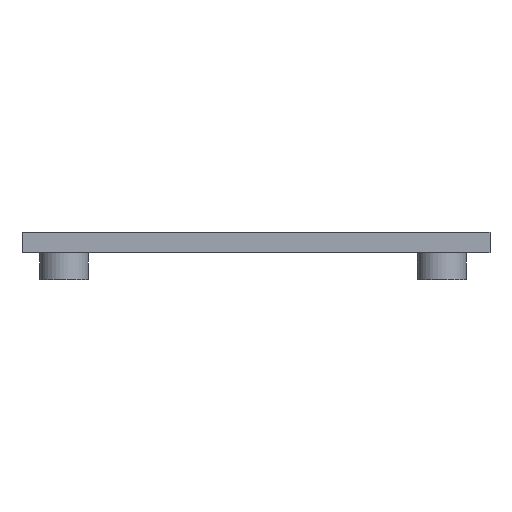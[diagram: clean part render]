
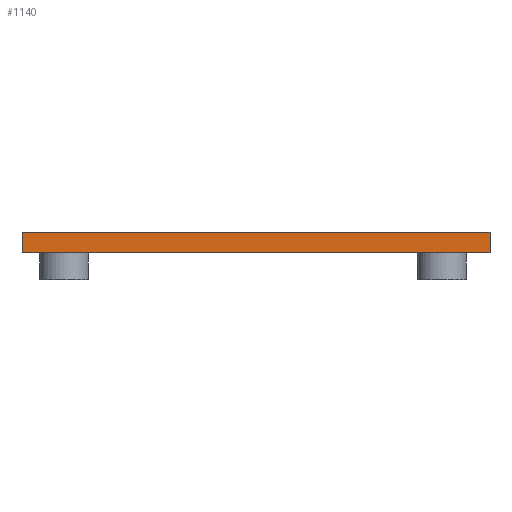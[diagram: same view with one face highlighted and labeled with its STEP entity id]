
A CAD part, left-side view. The second image highlights one B-rep face of the part: STEP entity #1140.
In plain terms, the highlighted planar face has unit normal (-1, 0, 0).
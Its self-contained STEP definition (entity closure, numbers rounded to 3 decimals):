
#91=PLANE('',#1232);
#151=FACE_OUTER_BOUND('',#229,.T.);
#229=EDGE_LOOP('',(#1028,#1029,#1030,#1031));
#244=LINE('',#1542,#376);
#366=LINE('',#1820,#498);
#372=LINE('',#1831,#504);
#373=LINE('',#1833,#505);
#376=VECTOR('',#1255,10.);
#498=VECTOR('',#1507,10.);
#504=VECTOR('',#1517,10.);
#505=VECTOR('',#1520,10.);
#528=VERTEX_POINT('',#1540);
#529=VERTEX_POINT('',#1541);
#620=VERTEX_POINT('',#1819);
#623=VERTEX_POINT('',#1829);
#630=EDGE_CURVE('',#528,#529,#244,.T.);
#766=EDGE_CURVE('',#528,#620,#366,.T.);
#772=EDGE_CURVE('',#529,#623,#372,.T.);
#773=EDGE_CURVE('',#620,#623,#373,.T.);
#1028=ORIENTED_EDGE('',*,*,#630,.T.);
#1029=ORIENTED_EDGE('',*,*,#772,.T.);
#1030=ORIENTED_EDGE('',*,*,#773,.F.);
#1031=ORIENTED_EDGE('',*,*,#766,.F.);
#1140=ADVANCED_FACE('',(#151),#91,.T.);
#1232=AXIS2_PLACEMENT_3D('',#1832,#1518,#1519);
#1255=DIRECTION('',(0.,-1.,0.));
#1507=DIRECTION('',(0.,0.,1.));
#1517=DIRECTION('',(0.,0.,1.));
#1518=DIRECTION('center_axis',(-1.,0.,0.));
#1519=DIRECTION('ref_axis',(0.,-1.,0.));
#1520=DIRECTION('',(0.,-1.,0.));
#1540=CARTESIAN_POINT('',(-3.,66.35,0.));
#1541=CARTESIAN_POINT('',(-3.,-3.,0.));
#1542=CARTESIAN_POINT('',(-3.,66.35,0.));
#1819=CARTESIAN_POINT('',(-3.,66.35,3.));
#1820=CARTESIAN_POINT('',(-3.,66.35,0.));
#1829=CARTESIAN_POINT('',(-3.,-3.,3.));
#1831=CARTESIAN_POINT('',(-3.,-3.,0.));
#1832=CARTESIAN_POINT('Origin',(-3.,66.35,0.));
#1833=CARTESIAN_POINT('',(-3.,66.35,3.));
